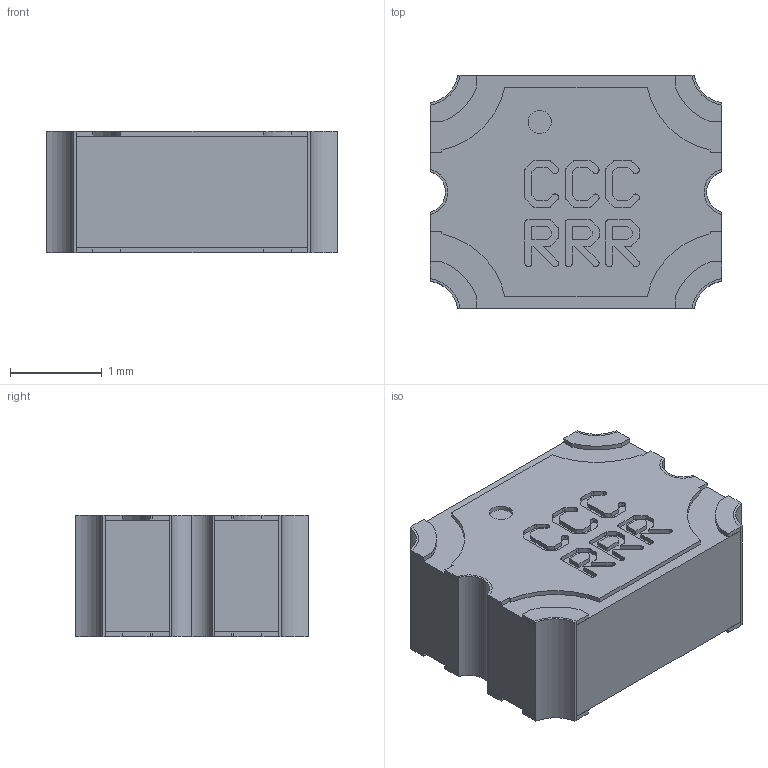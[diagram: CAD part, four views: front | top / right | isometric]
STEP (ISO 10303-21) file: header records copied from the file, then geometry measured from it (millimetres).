
FILE_DESCRIPTION (( 'STEP AP214' ), '1' );
FILE_NAME ('X4C20K1-20S.STEP', '2024-03-07T18:28:46', ( '' ), ( '' ), 'SwSTEP 2.0', 'SolidWorks 2023', '' );
FILE_SCHEMA (( 'AUTOMOTIVE_DESIGN' ));
Length unit declared in the file: inch
Products named in the file (1): X4C20K1-20S
Bounding box: 3.17 x 2.54 x 1.32 mm (x, y, z)
Volume: 10 mm3; surface area: 62.1 mm2
Topology: 20 solids, 20 shells, 341 faces, 903 edges, 602 vertices
Faces by surface type: plane 228, cylinder 113
Entity records: 10831 total; most frequent: CARTESIAN_POINT 1847, DIRECTION 1813, ORIENTED_EDGE 1806, EDGE_CURVE 903, LINE 677, VECTOR 677, VERTEX_POINT 602, AXIS2_PLACEMENT_3D 568
